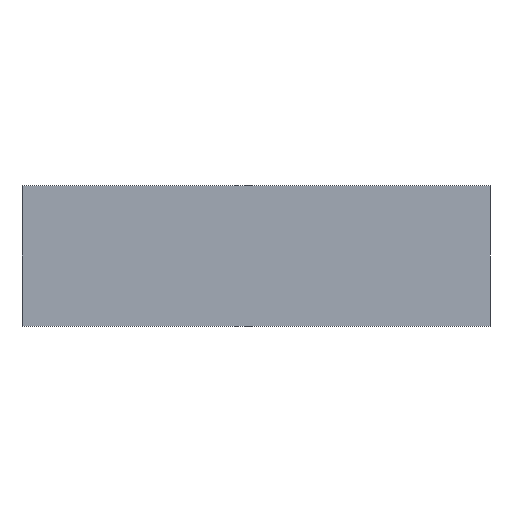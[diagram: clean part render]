
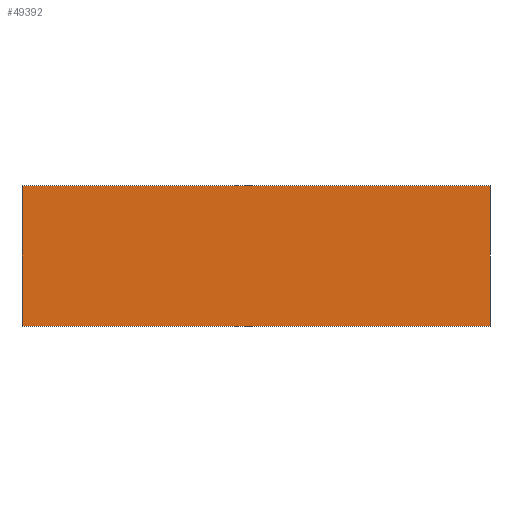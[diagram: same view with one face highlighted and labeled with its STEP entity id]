
A CAD part, front view. The second image highlights one B-rep face of the part: STEP entity #49392.
In plain terms, the highlighted face is planar.
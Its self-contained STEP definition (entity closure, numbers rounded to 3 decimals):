
#1449 = VERTEX_POINT ( 'NONE', #47197 ) ;
#7967 = CARTESIAN_POINT ( 'NONE',  ( 17.5, 0.05, 5.25 ) ) ;
#11434 = ORIENTED_EDGE ( 'NONE', *, *, #39914, .T. ) ;
#12214 = EDGE_CURVE ( 'NONE', #13729, #52031, #54171, .T. ) ;
#12738 = LINE ( 'NONE', #46293, #39137 ) ;
#13290 = CARTESIAN_POINT ( 'NONE',  ( 17.5, 0.05, -5.25 ) ) ;
#13729 = VERTEX_POINT ( 'NONE', #41415 ) ;
#17638 = DIRECTION ( 'NONE',  ( 0., 0., 1. ) ) ;
#19111 = ORIENTED_EDGE ( 'NONE', *, *, #46575, .T. ) ;
#22742 = EDGE_LOOP ( 'NONE', ( #23513, #51256, #19111, #11434 ) ) ;
#22806 = DIRECTION ( 'NONE',  ( 0., 1., 0. ) ) ;
#23513 = ORIENTED_EDGE ( 'NONE', *, *, #56871, .T. ) ;
#30224 = DIRECTION ( 'NONE',  ( 1., 0., 0. ) ) ;
#30448 = AXIS2_PLACEMENT_3D ( 'NONE', #50134, #22806, #17638 ) ;
#35276 = FACE_OUTER_BOUND ( 'NONE', #22742, .T. ) ;
#36175 = VECTOR ( 'NONE', #39950, 1000. ) ;
#39137 = VECTOR ( 'NONE', #47052, 1000. ) ;
#39853 = DIRECTION ( 'NONE',  ( 0., 0., -1. ) ) ;
#39914 = EDGE_CURVE ( 'NONE', #40385, #1449, #12738, .T. ) ;
#39950 = DIRECTION ( 'NONE',  ( 0., 0., 1. ) ) ;
#40385 = VERTEX_POINT ( 'NONE', #13290 ) ;
#40584 = PLANE ( 'NONE',  #30448 ) ;
#40819 = CARTESIAN_POINT ( 'NONE',  ( -17.5, 0.05, 5.25 ) ) ;
#41415 = CARTESIAN_POINT ( 'NONE',  ( -17.5, 0.05, 5.25 ) ) ;
#43958 = CARTESIAN_POINT ( 'NONE',  ( -17.5, 0.05, -5.25 ) ) ;
#46293 = CARTESIAN_POINT ( 'NONE',  ( -17.5, 0.05, -5.25 ) ) ;
#46493 = LINE ( 'NONE', #48618, #56418 ) ;
#46575 = EDGE_CURVE ( 'NONE', #52031, #40385, #46493, .T. ) ;
#47052 = DIRECTION ( 'NONE',  ( -1., 0., 0. ) ) ;
#47197 = CARTESIAN_POINT ( 'NONE',  ( -17.5, 0.05, -5.25 ) ) ;
#48618 = CARTESIAN_POINT ( 'NONE',  ( 17.5, 0.05, -5.25 ) ) ;
#49392 = ADVANCED_FACE ( 'NONE', ( #35276 ), #40584, .T. ) ;
#50134 = CARTESIAN_POINT ( 'NONE',  ( -17.5, 0.05, 5.25 ) ) ;
#51256 = ORIENTED_EDGE ( 'NONE', *, *, #12214, .T. ) ;
#52031 = VERTEX_POINT ( 'NONE', #7967 ) ;
#52088 = VECTOR ( 'NONE', #30224, 1000. ) ;
#54171 = LINE ( 'NONE', #40819, #52088 ) ;
#56418 = VECTOR ( 'NONE', #39853, 1000. ) ;
#56871 = EDGE_CURVE ( 'NONE', #1449, #13729, #57508, .T. ) ;
#57508 = LINE ( 'NONE', #43958, #36175 ) ;
